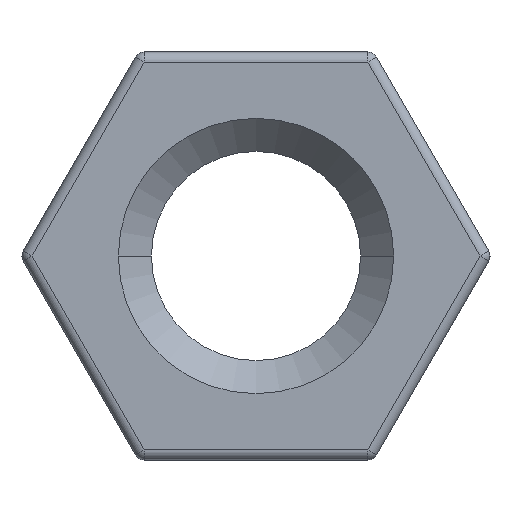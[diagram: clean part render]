
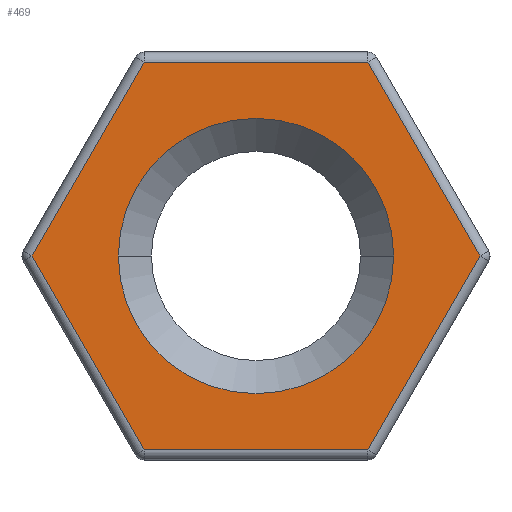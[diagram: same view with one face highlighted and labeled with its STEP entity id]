
A CAD part, left-side view. The second image highlights one B-rep face of the part: STEP entity #469.
In plain terms, the highlighted planar face has unit normal (-1, 0, 0).
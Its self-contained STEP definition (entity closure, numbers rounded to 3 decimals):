
#37 = AXIS2_PLACEMENT_3D ( 'NONE', #979, #1009, #995 ) ;
#43 = DIRECTION ( 'NONE',  ( 0., 1., 0. ) ) ;
#68 = CARTESIAN_POINT ( 'NONE',  ( 0., -1.35, 0. ) ) ;
#100 = EDGE_CURVE ( 'NONE', #1032, #398, #1214, .T. ) ;
#102 = LINE ( 'NONE', #1207, #686 ) ;
#134 = ORIENTED_EDGE ( 'NONE', *, *, #264, .T. ) ;
#150 = EDGE_CURVE ( 'NONE', #347, #642, #412, .T. ) ;
#179 = CARTESIAN_POINT ( 'NONE',  ( 0., -2.194, 0. ) ) ;
#203 = EDGE_CURVE ( 'NONE', #928, #347, #924, .T. ) ;
#204 = EDGE_LOOP ( 'NONE', ( #657, #1242 ) ) ;
#205 = EDGE_CURVE ( 'NONE', #258, #362, #102, .T. ) ;
#213 = EDGE_CURVE ( 'NONE', #398, #1032, #1266, .T. ) ;
#228 = ORIENTED_EDGE ( 'NONE', *, *, #203, .T. ) ;
#242 = EDGE_CURVE ( 'NONE', #717, #258, #251, .T. ) ;
#250 = EDGE_CURVE ( 'NONE', #642, #717, #1115, .T. ) ;
#251 = LINE ( 'NONE', #824, #746 ) ;
#258 = VERTEX_POINT ( 'NONE', #769 ) ;
#264 = EDGE_CURVE ( 'NONE', #362, #928, #1087, .T. ) ;
#333 = CARTESIAN_POINT ( 'NONE',  ( 0., 2.194, 0. ) ) ;
#334 = ORIENTED_EDGE ( 'NONE', *, *, #242, .T. ) ;
#347 = VERTEX_POINT ( 'NONE', #525 ) ;
#362 = VERTEX_POINT ( 'NONE', #499 ) ;
#390 = FACE_BOUND ( 'NONE', #204, .T. ) ;
#398 = VERTEX_POINT ( 'NONE', #488 ) ;
#411 = DIRECTION ( 'NONE',  ( 0., 1., 0. ) ) ;
#412 = LINE ( 'NONE', #418, #861 ) ;
#418 = CARTESIAN_POINT ( 'NONE',  ( 0., 0., 1.9 ) ) ;
#420 = PLANE ( 'NONE',  #1083 ) ;
#422 = CARTESIAN_POINT ( 'NONE',  ( 0., 0., 0. ) ) ;
#469 = ADVANCED_FACE ( 'NONE', ( #1100, #390 ), #420, .F. ) ;
#483 = DIRECTION ( 'NONE',  ( 1., 0., 0. ) ) ;
#488 = CARTESIAN_POINT ( 'NONE',  ( 0., 1.35, 0. ) ) ;
#499 = CARTESIAN_POINT ( 'NONE',  ( 0., -1.097, -1.9 ) ) ;
#525 = CARTESIAN_POINT ( 'NONE',  ( 0., -1.097, 1.9 ) ) ;
#635 = CARTESIAN_POINT ( 'NONE',  ( 0., 1.097, 1.9 ) ) ;
#642 = VERTEX_POINT ( 'NONE', #635 ) ;
#657 = ORIENTED_EDGE ( 'NONE', *, *, #213, .T. ) ;
#686 = VECTOR ( 'NONE', #1194, 1000. ) ;
#702 = ORIENTED_EDGE ( 'NONE', *, *, #150, .T. ) ;
#717 = VERTEX_POINT ( 'NONE', #333 ) ;
#721 = DIRECTION ( 'NONE',  ( 0., -0.5, 0.866 ) ) ;
#744 = CARTESIAN_POINT ( 'NONE',  ( 0., -1.645, -0.95 ) ) ;
#746 = VECTOR ( 'NONE', #816, 1000. ) ;
#765 = DIRECTION ( 'NONE',  ( 0., 0.5, -0.866 ) ) ;
#766 = CARTESIAN_POINT ( 'NONE',  ( 0., 1.645, 0.95 ) ) ;
#769 = CARTESIAN_POINT ( 'NONE',  ( 0., 1.097, -1.9 ) ) ;
#816 = DIRECTION ( 'NONE',  ( 0., -0.5, -0.866 ) ) ;
#824 = CARTESIAN_POINT ( 'NONE',  ( 0., 1.645, -0.95 ) ) ;
#861 = VECTOR ( 'NONE', #43, 1000. ) ;
#911 = VECTOR ( 'NONE', #721, 1000. ) ;
#924 = LINE ( 'NONE', #1061, #1102 ) ;
#928 = VERTEX_POINT ( 'NONE', #179 ) ;
#934 = VECTOR ( 'NONE', #765, 1000. ) ;
#979 = CARTESIAN_POINT ( 'NONE',  ( 0., 0., 0. ) ) ;
#995 = DIRECTION ( 'NONE',  ( 0., 1., 0. ) ) ;
#1009 = DIRECTION ( 'NONE',  ( 1., 0., 0. ) ) ;
#1020 = ORIENTED_EDGE ( 'NONE', *, *, #205, .T. ) ;
#1032 = VERTEX_POINT ( 'NONE', #68 ) ;
#1061 = CARTESIAN_POINT ( 'NONE',  ( 0., -1.645, 0.95 ) ) ;
#1071 = AXIS2_PLACEMENT_3D ( 'NONE', #1160, #1159, #1148 ) ;
#1083 = AXIS2_PLACEMENT_3D ( 'NONE', #422, #483, #411 ) ;
#1087 = LINE ( 'NONE', #744, #911 ) ;
#1100 = FACE_OUTER_BOUND ( 'NONE', #1157, .T. ) ;
#1102 = VECTOR ( 'NONE', #1209, 1000. ) ;
#1115 = LINE ( 'NONE', #766, #934 ) ;
#1148 = DIRECTION ( 'NONE',  ( 0., 1., 0. ) ) ;
#1157 = EDGE_LOOP ( 'NONE', ( #228, #702, #1267, #334, #1020, #134 ) ) ;
#1159 = DIRECTION ( 'NONE',  ( 1., 0., 0. ) ) ;
#1160 = CARTESIAN_POINT ( 'NONE',  ( 0., 0., 0. ) ) ;
#1194 = DIRECTION ( 'NONE',  ( 0., -1., 0. ) ) ;
#1207 = CARTESIAN_POINT ( 'NONE',  ( 0., 0., -1.9 ) ) ;
#1209 = DIRECTION ( 'NONE',  ( 0., 0.5, 0.866 ) ) ;
#1214 = CIRCLE ( 'NONE', #37, 1.35 ) ;
#1242 = ORIENTED_EDGE ( 'NONE', *, *, #100, .T. ) ;
#1266 = CIRCLE ( 'NONE', #1071, 1.35 ) ;
#1267 = ORIENTED_EDGE ( 'NONE', *, *, #250, .T. ) ;
